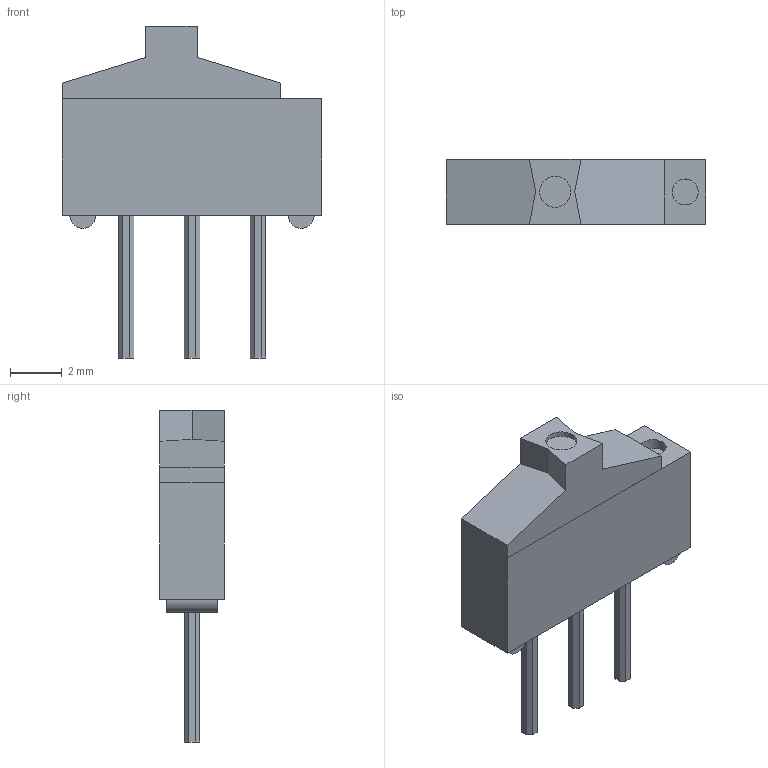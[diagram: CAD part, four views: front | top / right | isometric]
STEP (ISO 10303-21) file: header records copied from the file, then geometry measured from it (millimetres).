
FILE_DESCRIPTION(/* description */ ('STEP AP242','CAx-IF Rec.Pracs.---Representation and Presentation of Product Manufacturing Information (PMI)---4.0---2014-10-13','CAx-IF Rec.Pracs.---3D Tessellated Geometry---0.4---2014-09-14','2;1'),/* implementation_level */ '2;1');
FILE_NAME(/* name */ '6306ce8cc6ad1a752ca06463',/* time_stamp */ '2022-08-25T01:21:16+00:00',/* author */ (''),/* organization */ (''),/* preprocessor_version */ 'ST-DEVELOPER v18.102',/* originating_system */ ' ',/* authorisation */ ' ');
FILE_SCHEMA (('AP242_MANAGED_MODEL_BASED_3D_ENGINEERING_MIM_LF { 1 0 10303 442 1 1 4 }'));
Length unit declared in the file: metre
Products named in the file (5): Part 4; Part 2; Part 1; Part 3; Part 5
Bounding box: 10 x 2.5 x 12.8 mm (x, y, z)
Volume: 149.3 mm3; surface area: 280.1 mm2
Topology: 5 solids, 5 shells, 58 faces, 132 edges, 88 vertices
Faces by surface type: plane 54, cylinder 4
Full cylindrical faces by diameter (mm): 1 x1, 1.2 x1
Entity records: 1718 total; most frequent: CARTESIAN_POINT 281, DIRECTION 264, ORIENTED_EDGE 260, EDGE_CURVE 130, LINE 122, VECTOR 122, VERTEX_POINT 88, AXIS2_PLACEMENT_3D 71
